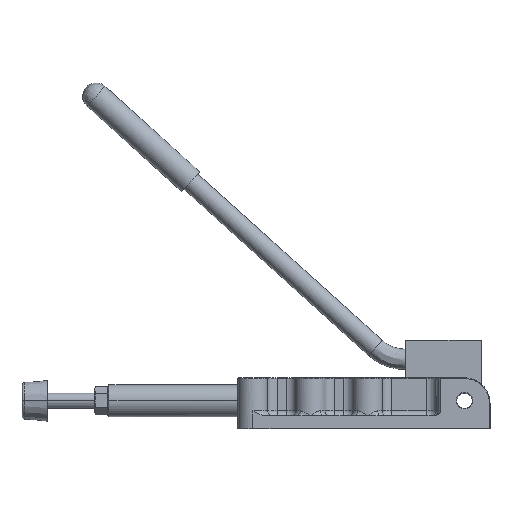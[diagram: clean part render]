
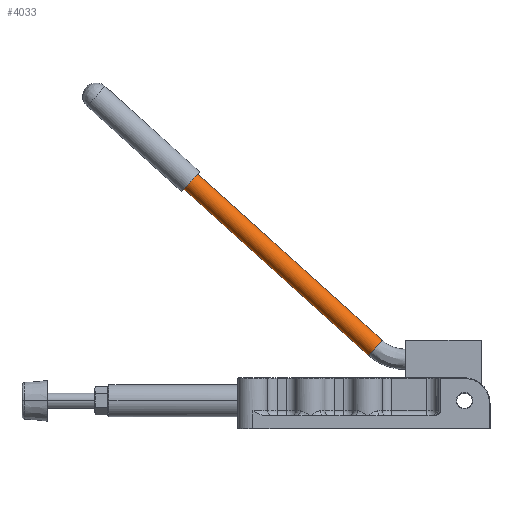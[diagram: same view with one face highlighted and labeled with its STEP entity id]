
A CAD part, top view. The second image highlights one B-rep face of the part: STEP entity #4033.
In plain terms, the highlighted cylindrical face has radius 8 mm (diameter 16 mm), a partial arc.
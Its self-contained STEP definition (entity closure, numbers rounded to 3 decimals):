
#521 = CARTESIAN_POINT ( 'NONE',  ( 102.727, 57.545, 0. ) ) ;
#753 = CARTESIAN_POINT ( 'NONE',  ( 113.433, 69.435, 0. ) ) ;
#887 = VECTOR ( 'NONE', #13649, 1000. ) ;
#1039 = VECTOR ( 'NONE', #11074, 1000. ) ;
#1063 = DIRECTION ( 'NONE',  ( 0.669, 0.743, 0. ) ) ;
#1503 = LINE ( 'NONE', #753, #1039 ) ;
#2250 = VERTEX_POINT ( 'NONE', #7134 ) ;
#2417 = AXIS2_PLACEMENT_3D ( 'NONE', #2422, #5546, #1063 ) ;
#2422 = CARTESIAN_POINT ( 'NONE',  ( 108.08, 63.49, 0. ) ) ;
#2858 = CARTESIAN_POINT ( 'NONE',  ( -117.987, 256.277, 0. ) ) ;
#3648 = DIRECTION ( 'NONE',  ( 0.743, -0.669, 0. ) ) ;
#4033 = ADVANCED_FACE ( 'NONE', ( #11336 ), #13157, .T. ) ;
#5297 = VERTEX_POINT ( 'NONE', #2858 ) ;
#5546 = DIRECTION ( 'NONE',  ( -0.743, 0.669, 0. ) ) ;
#5719 = ORIENTED_EDGE ( 'NONE', *, *, #11787, .T. ) ;
#6502 = ORIENTED_EDGE ( 'NONE', *, *, #16687, .T. ) ;
#6526 = CARTESIAN_POINT ( 'NONE',  ( -112.634, 262.222, 0. ) ) ;
#7134 = CARTESIAN_POINT ( 'NONE',  ( -107.281, 268.167, 0. ) ) ;
#7593 = AXIS2_PLACEMENT_3D ( 'NONE', #11418, #8594, #14438 ) ;
#8594 = DIRECTION ( 'NONE',  ( 0.743, -0.669, 0. ) ) ;
#11074 = DIRECTION ( 'NONE',  ( 0.743, -0.669, 0. ) ) ;
#11336 = FACE_OUTER_BOUND ( 'NONE', #13097, .T. ) ;
#11418 = CARTESIAN_POINT ( 'NONE',  ( 108.08, 63.49, 0. ) ) ;
#11787 = EDGE_CURVE ( 'NONE', #5297, #15763, #18390, .T. ) ;
#12209 = VERTEX_POINT ( 'NONE', #13567 ) ;
#12854 = EDGE_CURVE ( 'NONE', #2250, #12209, #1503, .T. ) ;
#13088 = CIRCLE ( 'NONE', #2417, 8. ) ;
#13097 = EDGE_LOOP ( 'NONE', ( #6502, #5719, #14148, #14353 ) ) ;
#13157 = CYLINDRICAL_SURFACE ( 'NONE', #7593, 8. ) ;
#13294 = AXIS2_PLACEMENT_3D ( 'NONE', #6526, #3648, #15434 ) ;
#13567 = CARTESIAN_POINT ( 'NONE',  ( 113.433, 69.435, 0. ) ) ;
#13649 = DIRECTION ( 'NONE',  ( 0.743, -0.669, 0. ) ) ;
#14148 = ORIENTED_EDGE ( 'NONE', *, *, #15319, .T. ) ;
#14175 = CARTESIAN_POINT ( 'NONE',  ( 102.727, 57.545, 0. ) ) ;
#14353 = ORIENTED_EDGE ( 'NONE', *, *, #12854, .F. ) ;
#14438 = DIRECTION ( 'NONE',  ( 0.669, 0.743, 0. ) ) ;
#15060 = CIRCLE ( 'NONE', #13294, 8. ) ;
#15319 = EDGE_CURVE ( 'NONE', #15763, #12209, #13088, .T. ) ;
#15434 = DIRECTION ( 'NONE',  ( 0.669, 0.743, 0. ) ) ;
#15763 = VERTEX_POINT ( 'NONE', #14175 ) ;
#16687 = EDGE_CURVE ( 'NONE', #2250, #5297, #15060, .T. ) ;
#18390 = LINE ( 'NONE', #521, #887 ) ;
